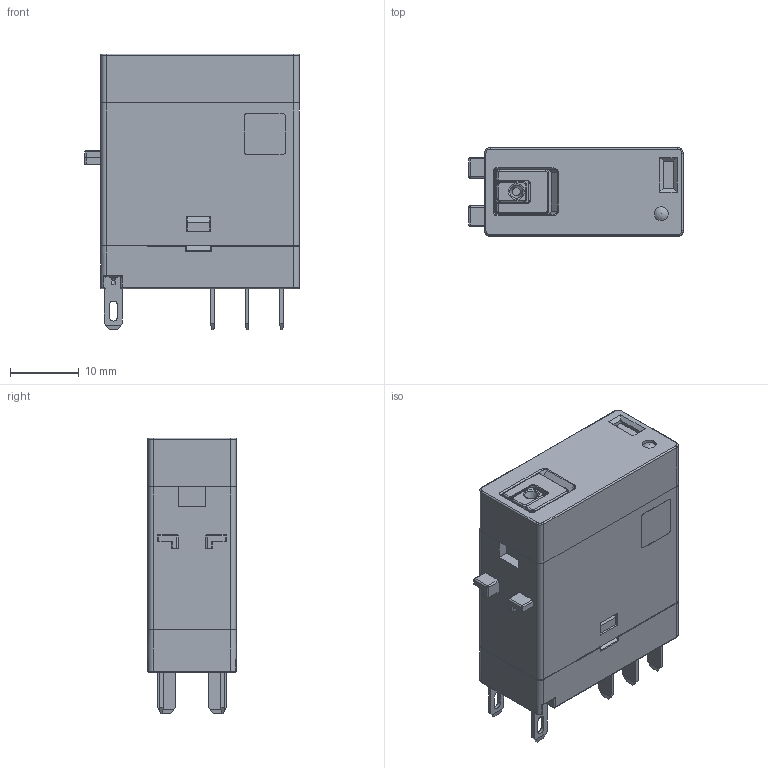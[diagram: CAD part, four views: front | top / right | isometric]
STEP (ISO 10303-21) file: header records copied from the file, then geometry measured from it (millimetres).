
FILE_DESCRIPTION(/* description */ (''),/* implementation_level */ '2;1');
FILE_NAME(/* name */ 'HF157F-2Z25FD1_stp_stp.stp',/* time_stamp */ '2022-04-06T18:07:19+08:00',/* author */ (''),/* organization */ (''),/* preprocessor_version */ 'ST-DEVELOPER v16.7',/* originating_system */ 'SIEMENS PLM Software NX 1942',/* authorisation */ '');
FILE_SCHEMA (('AUTOMOTIVE_DESIGN { 1 0 10303 214 3 1 1 1 }'));
Products named in the file (27): 77190377000_b4477; 77190378000_b4475; 77550897000_b4474; 77190373000_b4471; 77550898000_b4470; 77190374000_b4468; 78040291000_b_40327ID; 77550895000_a4466; 77550896000_a4465; 80710136000_f4481; 77730315000_a4479; 86340646000_d; 89311050260_a; 83370031000_c; 89360022000_c; 88040066000_d; 66210799000_b4500; 66210800000_b4499; 66210795000_a4498; 66210797000_b4497; 66210796000_a4496; 66210798000_b4495; 61210570000_b_MODEL4501; 56800912000_b4493; 66640597000_b_MODEL4494; 56701751000_a_MODEL4502; HF157F-2Z25FD1_stp_stp
Assembly tree (26 placements, depth 5):
  HF157F-2Z25FD1_stp_stp
    88040066000_d
    89360022000_c
    83370031000_c
    89311050260_a
    86340646000_d
    56701751000_a_MODEL4502
      66640597000_b_MODEL4494
        56800912000_b4493
          77550896000_a4465
          77550895000_a4466
          78040291000_b_40327ID
        77730315000_a4479
      61210570000_b_MODEL4501
        66210798000_b4495
          77190374000_b4468
        66210796000_a4496
          77550898000_b4470
        66210797000_b4497
          77190373000_b4471
        66210795000_a4498
          77550897000_b4474
        66210800000_b4499
          77190378000_b4475
        66210799000_b4500
          77190377000_b4477
        80710136000_f4481
Bounding box: 31.1 x 12.8 x 40 mm (x, y, z)
Volume: 6153.9 mm3; surface area: 13247.8 mm2
Topology: 20 solids, 20 shells, 3723 faces, 9730 edges, 5852 vertices
Faces by surface type: plane 1625, cylinder 1470, torus 229, sphere 210, bspline 135, extrusion 39, cone 15
Full cylindrical faces by diameter (mm): 0.8 x6, 0.92 x2, 0.95 x2, 1 x2, 1.3 x4, 1.5 x9, 1.8 x1, 2 x2, 3 x2, 3.2 x2
Entity records: 125270 total; most frequent: CARTESIAN_POINT 34118, DIRECTION 19192, ORIENTED_EDGE 18892, EDGE_CURVE 9446, AXIS2_PLACEMENT_3D 6620, VECTOR 5952, LINE 5913, VERTEX_POINT 5833
